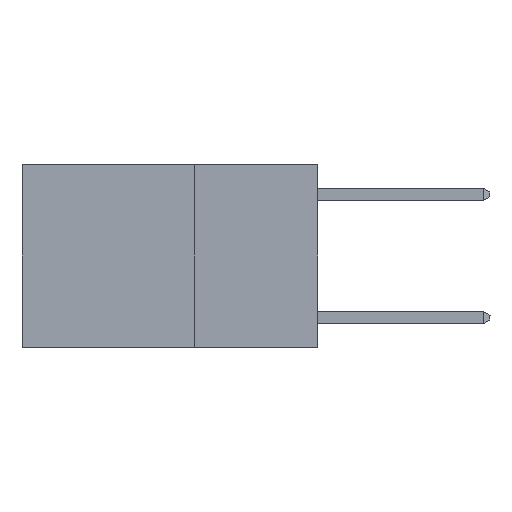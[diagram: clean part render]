
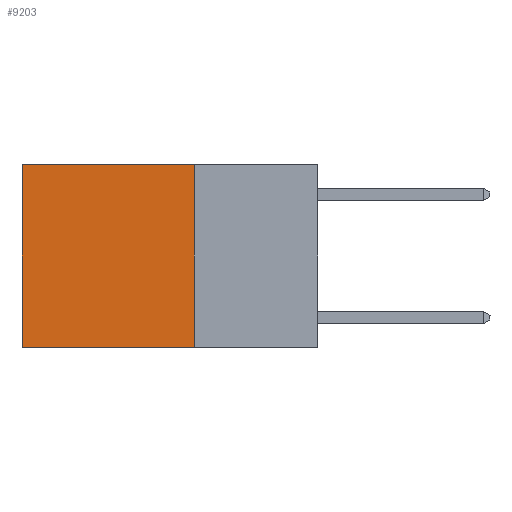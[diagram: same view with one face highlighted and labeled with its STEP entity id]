
A CAD part, left-side view. The second image highlights one B-rep face of the part: STEP entity #9203.
In plain terms, the highlighted planar face has unit normal (-1, 0, 0).
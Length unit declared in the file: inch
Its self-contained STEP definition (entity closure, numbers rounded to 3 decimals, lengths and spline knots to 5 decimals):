
#1417 = DIRECTION ( 'NONE',  ( 0., 1., 0. ) ) ;
#2951 = CARTESIAN_POINT ( 'NONE',  ( 0.2625, 0.25, 0. ) ) ;
#3006 = PLANE ( 'NONE',  #17548 ) ;
#4522 = CARTESIAN_POINT ( 'NONE',  ( 0.2625, 0.6, 0. ) ) ;
#5481 = DIRECTION ( 'NONE',  ( 0., 1., 0. ) ) ;
#5524 = VERTEX_POINT ( 'NONE', #12042 ) ;
#6389 = CARTESIAN_POINT ( 'NONE',  ( 0.2625, 0.25, -0.37 ) ) ;
#7632 = CARTESIAN_POINT ( 'NONE',  ( 0.2625, 0.25, -0.37 ) ) ;
#8060 = DIRECTION ( 'NONE',  ( 0., 0., -1. ) ) ;
#9203 = ADVANCED_FACE ( 'NONE', ( #18096 ), #3006, .F. ) ;
#9738 = VERTEX_POINT ( 'NONE', #7632 ) ;
#11084 = EDGE_CURVE ( 'NONE', #5524, #21492, #14725, .T. ) ;
#12042 = CARTESIAN_POINT ( 'NONE',  ( 0.2625, 0.25, 0. ) ) ;
#12772 = EDGE_CURVE ( 'NONE', #9738, #24343, #30746, .T. ) ;
#14725 = LINE ( 'NONE', #2951, #26832 ) ;
#17098 = CARTESIAN_POINT ( 'NONE',  ( 0.2625, 0.6, -0.37 ) ) ;
#17174 = ORIENTED_EDGE ( 'NONE', *, *, #11084, .T. ) ;
#17548 = AXIS2_PLACEMENT_3D ( 'NONE', #20278, #22718, #8060 ) ;
#17928 = CARTESIAN_POINT ( 'NONE',  ( 0.2625, 0.25, 0. ) ) ;
#18096 = FACE_OUTER_BOUND ( 'NONE', #29206, .T. ) ;
#20278 = CARTESIAN_POINT ( 'NONE',  ( 0.2625, 0.25, 0. ) ) ;
#21254 = VECTOR ( 'NONE', #25206, 39.37008 ) ;
#21492 = VERTEX_POINT ( 'NONE', #4522 ) ;
#22664 = ORIENTED_EDGE ( 'NONE', *, *, #27529, .F. ) ;
#22718 = DIRECTION ( 'NONE',  ( 1., 0., 0. ) ) ;
#23226 = LINE ( 'NONE', #28077, #28778 ) ;
#24343 = VERTEX_POINT ( 'NONE', #17098 ) ;
#25206 = DIRECTION ( 'NONE',  ( 0., 0., -1. ) ) ;
#25685 = DIRECTION ( 'NONE',  ( 0., 0., -1. ) ) ;
#25709 = ORIENTED_EDGE ( 'NONE', *, *, #26362, .T. ) ;
#26362 = EDGE_CURVE ( 'NONE', #21492, #24343, #23226, .T. ) ;
#26832 = VECTOR ( 'NONE', #5481, 39.37008 ) ;
#26867 = LINE ( 'NONE', #17928, #21254 ) ;
#27529 = EDGE_CURVE ( 'NONE', #5524, #9738, #26867, .T. ) ;
#28077 = CARTESIAN_POINT ( 'NONE',  ( 0.2625, 0.6, 0. ) ) ;
#28778 = VECTOR ( 'NONE', #25685, 39.37008 ) ;
#29206 = EDGE_LOOP ( 'NONE', ( #25709, #31207, #22664, #17174 ) ) ;
#30026 = VECTOR ( 'NONE', #1417, 39.37008 ) ;
#30746 = LINE ( 'NONE', #6389, #30026 ) ;
#31207 = ORIENTED_EDGE ( 'NONE', *, *, #12772, .F. ) ;
